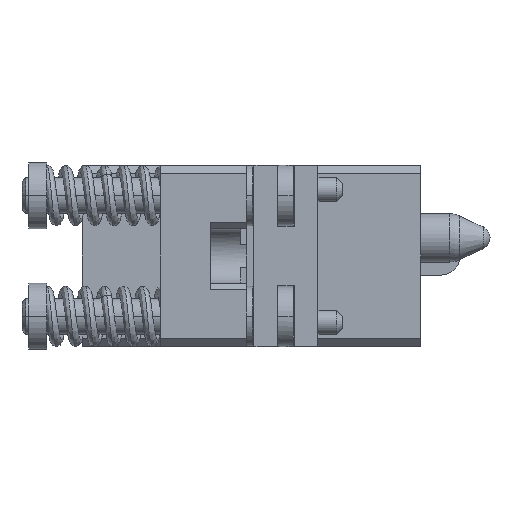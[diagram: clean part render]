
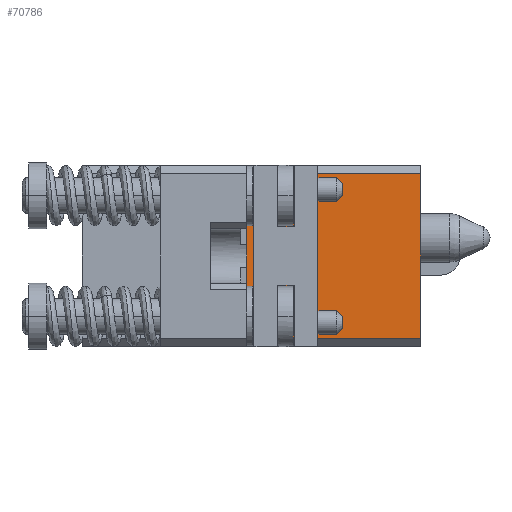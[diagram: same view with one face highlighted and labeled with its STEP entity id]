
A CAD part, left-side view. The second image highlights one B-rep face of the part: STEP entity #70786.
In plain terms, the highlighted planar face has unit normal (-1, 0, 0).
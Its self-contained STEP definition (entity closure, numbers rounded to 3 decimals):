
#135=DIRECTION('',(0.,0.,1.));
#136=VECTOR('',#135,13.63);
#137=CARTESIAN_POINT('',(-22.249,-14.014,-6.815));
#138=LINE('',#137,#136);
#19071=DIRECTION('',(0.,1.,0.));
#19072=VECTOR('',#19071,14.4);
#19073=CARTESIAN_POINT('',(-22.249,-14.014,6.815));
#19074=LINE('',#19073,#19072);
#19079=DIRECTION('',(0.,0.,1.));
#19080=VECTOR('',#19079,13.63);
#19081=CARTESIAN_POINT('',(-22.249,0.386,-6.815));
#19082=LINE('',#19081,#19080);
#19083=DIRECTION('',(0.,1.,0.));
#19084=VECTOR('',#19083,14.4);
#19085=CARTESIAN_POINT('',(-22.249,-14.014,-6.815));
#19086=LINE('',#19085,#19084);
#37771=CARTESIAN_POINT('',(-22.249,-14.014,-6.815));
#37772=CARTESIAN_POINT('',(-22.249,0.386,-6.815));
#37773=VERTEX_POINT('',#37771);
#37774=VERTEX_POINT('',#37772);
#37791=CARTESIAN_POINT('',(-22.249,-14.014,6.815));
#37792=CARTESIAN_POINT('',(-22.249,0.386,6.815));
#37793=VERTEX_POINT('',#37791);
#37794=VERTEX_POINT('',#37792);
#70774=CARTESIAN_POINT('',(-22.249,-13.99,-7.505));
#70775=DIRECTION('',(-1.,0.,0.));
#70776=DIRECTION('',(0.,0.,1.));
#70777=AXIS2_PLACEMENT_3D('',#70774,#70775,#70776);
#70778=PLANE('',#70777);
#70779=ORIENTED_EDGE('',*,*,#70681,.T.);
#70780=ORIENTED_EDGE('',*,*,#70768,.F.);
#70781=ORIENTED_EDGE('',*,*,#46826,.F.);
#70783=ORIENTED_EDGE('',*,*,#70782,.T.);
#70784=EDGE_LOOP('',(#70779,#70780,#70781,#70783));
#70785=FACE_OUTER_BOUND('',#70784,.F.);
#70786=ADVANCED_FACE('',(#70785),#70778,.T.);
#46826=EDGE_CURVE('',#37773,#37793,#138,.T.);
#70681=EDGE_CURVE('',#37774,#37794,#19082,.T.);
#70768=EDGE_CURVE('',#37793,#37794,#19074,.T.);
#70782=EDGE_CURVE('',#37773,#37774,#19086,.T.);
